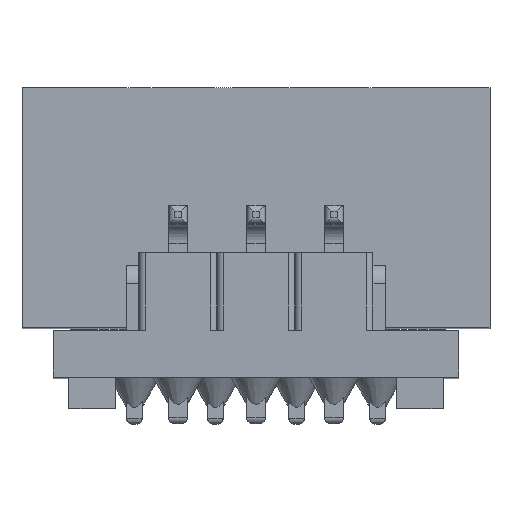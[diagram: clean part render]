
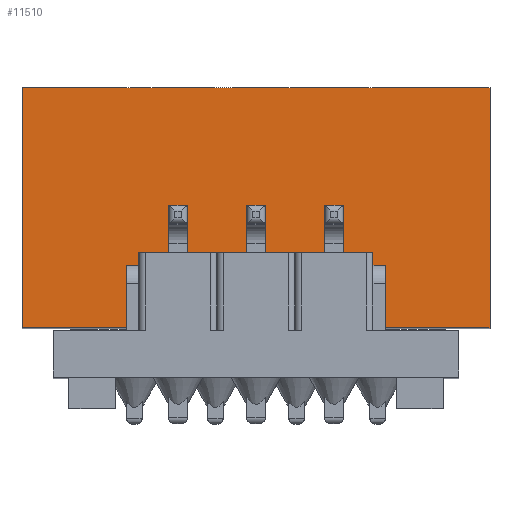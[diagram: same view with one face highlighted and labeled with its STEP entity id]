
A CAD part, top view. The second image highlights one B-rep face of the part: STEP entity #11510.
In plain terms, the highlighted planar face has unit normal (0, 0, 1).
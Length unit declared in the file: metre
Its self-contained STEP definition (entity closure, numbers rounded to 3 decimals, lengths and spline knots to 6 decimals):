
#1924=ORIENTED_EDGE('',*,*,#4921,.F.);
#1925=ORIENTED_EDGE('',*,*,#4981,.F.);
#1926=ORIENTED_EDGE('',*,*,#4934,.F.);
#1927=ORIENTED_EDGE('',*,*,#4990,.F.);
#1928=ORIENTED_EDGE('',*,*,#4928,.F.);
#1929=ORIENTED_EDGE('',*,*,#4980,.F.);
#1930=ORIENTED_EDGE('',*,*,#4941,.F.);
#1931=ORIENTED_EDGE('',*,*,#4991,.F.);
#1932=ORIENTED_EDGE('',*,*,#4935,.F.);
#1933=ORIENTED_EDGE('',*,*,#4979,.F.);
#1934=ORIENTED_EDGE('',*,*,#4948,.F.);
#1935=ORIENTED_EDGE('',*,*,#4992,.F.);
#1936=ORIENTED_EDGE('',*,*,#4942,.F.);
#1937=ORIENTED_EDGE('',*,*,#4978,.F.);
#1938=ORIENTED_EDGE('',*,*,#4963,.F.);
#1939=ORIENTED_EDGE('',*,*,#4588,.F.);
#1940=ORIENTED_EDGE('',*,*,#4962,.F.);
#1941=ORIENTED_EDGE('',*,*,#4982,.F.);
#1942=ORIENTED_EDGE('',*,*,#4927,.F.);
#1943=ORIENTED_EDGE('',*,*,#4993,.F.);
#4588=EDGE_CURVE('',#6239,#6240,#7281,.T.);
#4921=EDGE_CURVE('',#6409,#6502,#7524,.T.);
#4927=EDGE_CURVE('',#6505,#6408,#7528,.T.);
#4928=EDGE_CURVE('',#6411,#6506,#7529,.T.);
#4934=EDGE_CURVE('',#6509,#6410,#7533,.T.);
#4935=EDGE_CURVE('',#6413,#6510,#7534,.T.);
#4941=EDGE_CURVE('',#6513,#6412,#7538,.T.);
#4942=EDGE_CURVE('',#6415,#6514,#7539,.T.);
#4948=EDGE_CURVE('',#6517,#6414,#7543,.T.);
#4962=EDGE_CURVE('',#6521,#6239,#7557,.T.);
#4963=EDGE_CURVE('',#6240,#6522,#7558,.T.);
#4978=EDGE_CURVE('',#6522,#6415,#7572,.T.);
#4979=EDGE_CURVE('',#6414,#6413,#7573,.T.);
#4980=EDGE_CURVE('',#6412,#6411,#7574,.T.);
#4981=EDGE_CURVE('',#6410,#6409,#7575,.T.);
#4982=EDGE_CURVE('',#6408,#6521,#7576,.T.);
#4990=EDGE_CURVE('',#6506,#6509,#7580,.T.);
#4991=EDGE_CURVE('',#6510,#6513,#7581,.T.);
#4992=EDGE_CURVE('',#6514,#6517,#7582,.T.);
#4993=EDGE_CURVE('',#6502,#6505,#7583,.T.);
#6239=VERTEX_POINT('',#18972);
#6240=VERTEX_POINT('',#18974);
#6408=VERTEX_POINT('',#19757);
#6409=VERTEX_POINT('',#19759);
#6410=VERTEX_POINT('',#19763);
#6411=VERTEX_POINT('',#19765);
#6412=VERTEX_POINT('',#19769);
#6413=VERTEX_POINT('',#19771);
#6414=VERTEX_POINT('',#19775);
#6415=VERTEX_POINT('',#19777);
#6502=VERTEX_POINT('',#20076);
#6505=VERTEX_POINT('',#20086);
#6506=VERTEX_POINT('',#20090);
#6509=VERTEX_POINT('',#20100);
#6510=VERTEX_POINT('',#20104);
#6513=VERTEX_POINT('',#20114);
#6514=VERTEX_POINT('',#20118);
#6517=VERTEX_POINT('',#20128);
#6521=VERTEX_POINT('',#20147);
#6522=VERTEX_POINT('',#20151);
#7281=LINE('',#18973,#8572);
#7524=LINE('',#20075,#8815);
#7528=LINE('',#20087,#8819);
#7529=LINE('',#20089,#8820);
#7533=LINE('',#20101,#8824);
#7534=LINE('',#20103,#8825);
#7538=LINE('',#20115,#8829);
#7539=LINE('',#20117,#8830);
#7543=LINE('',#20129,#8834);
#7557=LINE('',#20148,#8848);
#7558=LINE('',#20150,#8849);
#7572=LINE('',#20171,#8863);
#7573=LINE('',#20172,#8864);
#7574=LINE('',#20173,#8865);
#7575=LINE('',#20174,#8866);
#7576=LINE('',#20175,#8867);
#7580=LINE('',#20190,#8871);
#7581=LINE('',#20191,#8872);
#7582=LINE('',#20192,#8873);
#7583=LINE('',#20193,#8874);
#8572=VECTOR('',#15607,1.);
#8815=VECTOR('',#16122,1.);
#8819=VECTOR('',#16134,1.);
#8820=VECTOR('',#16137,1.);
#8824=VECTOR('',#16149,1.);
#8825=VECTOR('',#16152,1.);
#8829=VECTOR('',#16164,1.);
#8830=VECTOR('',#16167,1.);
#8834=VECTOR('',#16179,1.);
#8848=VECTOR('',#16195,1.);
#8849=VECTOR('',#16198,1.);
#8863=VECTOR('',#16216,1.);
#8864=VECTOR('',#16217,1.);
#8865=VECTOR('',#16218,1.);
#8866=VECTOR('',#16219,1.);
#8867=VECTOR('',#16220,1.);
#8871=VECTOR('',#16234,1.);
#8872=VECTOR('',#16235,1.);
#8873=VECTOR('',#16236,1.);
#8874=VECTOR('',#16237,1.);
#9759=EDGE_LOOP('',(#1924,#1925,#1926,#1927,#1928,#1929,#1930,#1931,#1932,
#1933,#1934,#1935,#1936,#1937,#1938,#1939,#1940,#1941,#1942,#1943));
#10456=FACE_BOUND('',#9759,.T.);
#11060=PLANE('',#14779);
#11510=ADVANCED_FACE('',(#10456),#11060,.F.);
#14779=AXIS2_PLACEMENT_3D('',#20189,#16232,#16233);
#15607=DIRECTION('',(1.,0.,0.));
#16122=DIRECTION('',(0.,1.,0.));
#16134=DIRECTION('',(0.,-1.,0.));
#16137=DIRECTION('',(0.,1.,0.));
#16149=DIRECTION('',(0.,-1.,0.));
#16152=DIRECTION('',(0.,1.,0.));
#16164=DIRECTION('',(0.,-1.,0.));
#16167=DIRECTION('',(0.,1.,0.));
#16179=DIRECTION('',(0.,-1.,0.));
#16195=DIRECTION('',(0.,1.,0.));
#16198=DIRECTION('',(0.,-1.,0.));
#16216=DIRECTION('',(-1.,0.,0.));
#16217=DIRECTION('',(-1.,0.,0.));
#16218=DIRECTION('',(-1.,0.,0.));
#16219=DIRECTION('',(-1.,0.,0.));
#16220=DIRECTION('',(-1.,0.,0.));
#16232=DIRECTION('',(0.,0.,-1.));
#16233=DIRECTION('',(-1.,0.,0.));
#16234=DIRECTION('',(-1.,0.,0.));
#16235=DIRECTION('',(-1.,0.,0.));
#16236=DIRECTION('',(-1.,0.,0.));
#16237=DIRECTION('',(-1.,0.,0.));
#18972=CARTESIAN_POINT('',(-0.0075,0.0093,0.0035));
#18973=CARTESIAN_POINT('',(-0.0075,0.0093,0.0035));
#18974=CARTESIAN_POINT('',(0.0075,0.0093,0.0035));
#19757=CARTESIAN_POINT('',(-0.00415,0.0016,0.0035));
#19759=CARTESIAN_POINT('',(-0.00365,0.0016,0.0035));
#19763=CARTESIAN_POINT('',(-0.00155,0.0016,0.0035));
#19765=CARTESIAN_POINT('',(-0.00105,0.0016,0.0035));
#19769=CARTESIAN_POINT('',(0.00105,0.0016,0.0035));
#19771=CARTESIAN_POINT('',(0.00155,0.0016,0.0035));
#19775=CARTESIAN_POINT('',(0.00365,0.0016,0.0035));
#19777=CARTESIAN_POINT('',(0.00415,0.0016,0.0035));
#20075=CARTESIAN_POINT('',(-0.00365,-0.0015,0.0035));
#20076=CARTESIAN_POINT('',(-0.00365,0.0036,0.0035));
#20086=CARTESIAN_POINT('',(-0.00415,0.0036,0.0035));
#20087=CARTESIAN_POINT('',(-0.00415,-0.0015,0.0035));
#20089=CARTESIAN_POINT('',(-0.00105,-0.0015,0.0035));
#20090=CARTESIAN_POINT('',(-0.00105,0.0036,0.0035));
#20100=CARTESIAN_POINT('',(-0.00155,0.0036,0.0035));
#20101=CARTESIAN_POINT('',(-0.00155,-0.0015,0.0035));
#20103=CARTESIAN_POINT('',(0.00155,-0.0015,0.0035));
#20104=CARTESIAN_POINT('',(0.00155,0.0036,0.0035));
#20114=CARTESIAN_POINT('',(0.00105,0.0036,0.0035));
#20115=CARTESIAN_POINT('',(0.00105,-0.0015,0.0035));
#20117=CARTESIAN_POINT('',(0.00415,-0.0015,0.0035));
#20118=CARTESIAN_POINT('',(0.00415,0.0036,0.0035));
#20128=CARTESIAN_POINT('',(0.00365,0.0036,0.0035));
#20129=CARTESIAN_POINT('',(0.00365,-0.0015,0.0035));
#20147=CARTESIAN_POINT('',(-0.0075,0.0016,0.0035));
#20148=CARTESIAN_POINT('',(-0.0075,0.0016,0.0035));
#20150=CARTESIAN_POINT('',(0.0075,0.0016,0.0035));
#20151=CARTESIAN_POINT('',(0.0075,0.0016,0.0035));
#20171=CARTESIAN_POINT('',(-0.0075,0.0016,0.0035));
#20172=CARTESIAN_POINT('',(-0.0075,0.0016,0.0035));
#20173=CARTESIAN_POINT('',(-0.0075,0.0016,0.0035));
#20174=CARTESIAN_POINT('',(-0.0075,0.0016,0.0035));
#20175=CARTESIAN_POINT('',(-0.0075,0.0016,0.0035));
#20189=CARTESIAN_POINT('',(0.,0.,0.0035));
#20190=CARTESIAN_POINT('',(-0.00155,0.0036,0.0035));
#20191=CARTESIAN_POINT('',(0.00105,0.0036,0.0035));
#20192=CARTESIAN_POINT('',(0.00365,0.0036,0.0035));
#20193=CARTESIAN_POINT('',(-0.00415,0.0036,0.0035));
